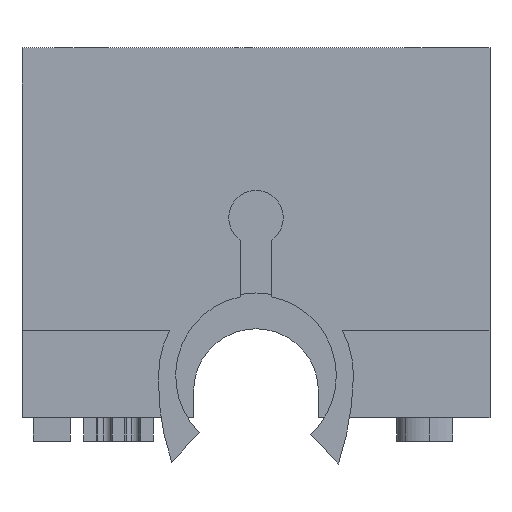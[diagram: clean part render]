
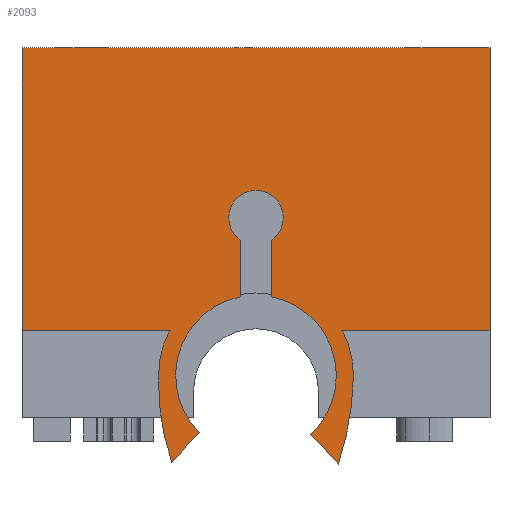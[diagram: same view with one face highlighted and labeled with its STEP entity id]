
A CAD part, front view. The second image highlights one B-rep face of the part: STEP entity #2093.
In plain terms, the highlighted planar face has unit normal (0, -1, 0).
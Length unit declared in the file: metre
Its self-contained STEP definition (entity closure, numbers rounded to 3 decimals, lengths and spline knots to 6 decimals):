
#154=CIRCLE('',#2225,0.00625);
#155=CIRCLE('',#2227,0.015597);
#156=CIRCLE('',#2231,0.00175);
#157=CIRCLE('',#2235,0.019496);
#158=CIRCLE('',#2237,0.00625);
#161=CIRCLE('',#2244,0.00515);
#162=CIRCLE('',#2245,0.00515);
#340=ORIENTED_EDGE('',*,*,#937,.F.);
#341=ORIENTED_EDGE('',*,*,#913,.F.);
#342=ORIENTED_EDGE('',*,*,#915,.F.);
#343=ORIENTED_EDGE('',*,*,#917,.F.);
#344=ORIENTED_EDGE('',*,*,#938,.F.);
#345=ORIENTED_EDGE('',*,*,#918,.T.);
#346=ORIENTED_EDGE('',*,*,#922,.T.);
#347=ORIENTED_EDGE('',*,*,#924,.T.);
#348=ORIENTED_EDGE('',*,*,#929,.F.);
#349=ORIENTED_EDGE('',*,*,#932,.T.);
#350=ORIENTED_EDGE('',*,*,#939,.T.);
#351=ORIENTED_EDGE('',*,*,#935,.F.);
#352=ORIENTED_EDGE('',*,*,#904,.F.);
#353=ORIENTED_EDGE('',*,*,#906,.T.);
#354=ORIENTED_EDGE('',*,*,#908,.T.);
#355=ORIENTED_EDGE('',*,*,#910,.F.);
#904=EDGE_CURVE('',#1214,#1213,#1402,.T.);
#906=EDGE_CURVE('',#1214,#1215,#154,.T.);
#908=EDGE_CURVE('',#1215,#1216,#155,.T.);
#910=EDGE_CURVE('',#1217,#1216,#1406,.T.);
#913=EDGE_CURVE('',#1219,#1218,#1409,.T.);
#915=EDGE_CURVE('',#1220,#1219,#156,.T.);
#917=EDGE_CURVE('',#1221,#1220,#1412,.T.);
#918=EDGE_CURVE('',#1222,#1223,#1413,.T.);
#922=EDGE_CURVE('',#1223,#1224,#157,.T.);
#924=EDGE_CURVE('',#1224,#1225,#158,.T.);
#929=EDGE_CURVE('',#1228,#1225,#1420,.T.);
#932=EDGE_CURVE('',#1228,#1229,#1423,.T.);
#935=EDGE_CURVE('',#1213,#1230,#1426,.T.);
#937=EDGE_CURVE('',#1218,#1217,#161,.T.);
#938=EDGE_CURVE('',#1222,#1221,#162,.T.);
#939=EDGE_CURVE('',#1229,#1230,#1428,.T.);
#1213=VERTEX_POINT('',#3011);
#1214=VERTEX_POINT('',#3014);
#1215=VERTEX_POINT('',#3018);
#1216=VERTEX_POINT('',#3022);
#1217=VERTEX_POINT('',#3026);
#1218=VERTEX_POINT('',#3030);
#1219=VERTEX_POINT('',#3032);
#1220=VERTEX_POINT('',#3036);
#1221=VERTEX_POINT('',#3040);
#1222=VERTEX_POINT('',#3044);
#1223=VERTEX_POINT('',#3045);
#1224=VERTEX_POINT('',#3050);
#1225=VERTEX_POINT('',#3054);
#1228=VERTEX_POINT('',#3063);
#1229=VERTEX_POINT('',#3068);
#1230=VERTEX_POINT('',#3074);
#1402=LINE('',#3015,#1595);
#1406=LINE('',#3027,#1599);
#1409=LINE('',#3033,#1602);
#1412=LINE('',#3041,#1605);
#1413=LINE('',#3043,#1606);
#1420=LINE('',#3064,#1613);
#1423=LINE('',#3069,#1616);
#1426=LINE('',#3073,#1619);
#1428=LINE('',#3079,#1621);
#1595=VECTOR('',#2436,1.);
#1599=VECTOR('',#2450,1.);
#1602=VECTOR('',#2455,1.);
#1605=VECTOR('',#2464,1.);
#1606=VECTOR('',#2467,1.);
#1613=VECTOR('',#2488,1.);
#1616=VECTOR('',#2493,1.);
#1619=VECTOR('',#2498,1.);
#1621=VECTOR('',#2506,1.);
#1760=EDGE_LOOP('',(#340,#341,#342,#343,#344,#345,#346,#347,#348,#349,#350,
#351,#352,#353,#354,#355));
#1899=FACE_BOUND('',#1760,.T.);
#2028=PLANE('',#2243);
#2093=ADVANCED_FACE('',(#1899),#2028,.T.);
#2225=AXIS2_PLACEMENT_3D('',#3019,#2440,#2441);
#2227=AXIS2_PLACEMENT_3D('',#3023,#2445,#2446);
#2231=AXIS2_PLACEMENT_3D('',#3037,#2459,#2460);
#2235=AXIS2_PLACEMENT_3D('',#3051,#2473,#2474);
#2237=AXIS2_PLACEMENT_3D('',#3055,#2478,#2479);
#2243=AXIS2_PLACEMENT_3D('',#3076,#2500,#2501);
#2244=AXIS2_PLACEMENT_3D('',#3077,#2502,#2503);
#2245=AXIS2_PLACEMENT_3D('',#3078,#2504,#2505);
#2436=DIRECTION('',(-1.,0.,0.));
#2440=DIRECTION('',(0.,-1.,0.));
#2441=DIRECTION('',(1.,0.,0.));
#2445=DIRECTION('',(0.,-1.,0.));
#2446=DIRECTION('',(1.,0.,0.));
#2450=DIRECTION('',(-0.674,0.,-0.739));
#2455=DIRECTION('',(0.,0.,-1.));
#2459=DIRECTION('',(0.,-1.,0.));
#2460=DIRECTION('',(1.,0.,0.));
#2464=DIRECTION('',(0.,0.,1.));
#2467=DIRECTION('',(0.682,0.,-0.731));
#2473=DIRECTION('',(0.,-1.,0.));
#2474=DIRECTION('',(1.,0.,0.));
#2478=DIRECTION('',(0.,-1.,0.));
#2479=DIRECTION('',(1.,0.,0.));
#2488=DIRECTION('',(-1.,0.,0.));
#2493=DIRECTION('',(0.,0.,1.));
#2498=DIRECTION('',(0.,0.,1.));
#2500=DIRECTION('',(0.,-1.,0.));
#2501=DIRECTION('',(1.,0.,0.));
#2502=DIRECTION('',(0.,-1.,0.));
#2503=DIRECTION('',(1.,0.,0.));
#2504=DIRECTION('',(0.,-1.,0.));
#2505=DIRECTION('',(1.,0.,0.));
#2506=DIRECTION('',(-1.,0.,0.));
#3011=CARTESIAN_POINT('',(-0.015,-0.067053,-0.044089));
#3014=CARTESIAN_POINT('',(-0.005531,-0.067053,-0.044089));
#3015=CARTESIAN_POINT('',(0.,-0.067053,-0.044089));
#3018=CARTESIAN_POINT('',(-0.006249,-0.067053,-0.047083));
#3019=CARTESIAN_POINT('',(0.,-0.067053,-0.047));
#3022=CARTESIAN_POINT('',(-0.005395,-0.067053,-0.05256));
#3023=CARTESIAN_POINT('',(0.009343,-0.067053,-0.047457));
#3026=CARTESIAN_POINT('',(-0.003643,-0.067053,-0.05064));
#3027=CARTESIAN_POINT('',(-0.008194,-0.067053,-0.055626));
#3030=CARTESIAN_POINT('',(-0.001,-0.067053,-0.041948));
#3032=CARTESIAN_POINT('',(-0.001,-0.067053,-0.03831));
#3033=CARTESIAN_POINT('',(-0.001,-0.067053,-0.041593));
#3036=CARTESIAN_POINT('',(0.001,-0.067053,-0.03831));
#3037=CARTESIAN_POINT('',(0.,-0.067053,-0.036874));
#3040=CARTESIAN_POINT('',(0.001,-0.067053,-0.041948));
#3041=CARTESIAN_POINT('',(0.001,-0.067053,-0.041593));
#3043=CARTESIAN_POINT('',(0.008093,-0.067053,-0.055682));
#3044=CARTESIAN_POINT('',(0.003512,-0.067053,-0.050767));
#3045=CARTESIAN_POINT('',(0.005284,-0.067053,-0.052669));
#3050=CARTESIAN_POINT('',(0.00625,-0.067053,-0.047));
#3051=CARTESIAN_POINT('',(-0.013242,-0.067053,-0.046597));
#3054=CARTESIAN_POINT('',(0.005531,-0.067053,-0.044089));
#3055=CARTESIAN_POINT('',(0.,-0.067053,-0.047));
#3063=CARTESIAN_POINT('',(0.015,-0.067053,-0.044089));
#3064=CARTESIAN_POINT('',(0.,-0.067053,-0.044089));
#3068=CARTESIAN_POINT('',(0.015,-0.067053,-0.025999));
#3069=CARTESIAN_POINT('',(0.015,-0.067053,-0.047));
#3073=CARTESIAN_POINT('',(-0.015,-0.067053,-0.047));
#3074=CARTESIAN_POINT('',(-0.015,-0.067053,-0.025999));
#3076=CARTESIAN_POINT('',(0.,-0.067053,-0.047));
#3077=CARTESIAN_POINT('',(0.,-0.067053,-0.047));
#3078=CARTESIAN_POINT('',(0.,-0.067053,-0.047));
#3079=CARTESIAN_POINT('',(0.,-0.067053,-0.025999));
